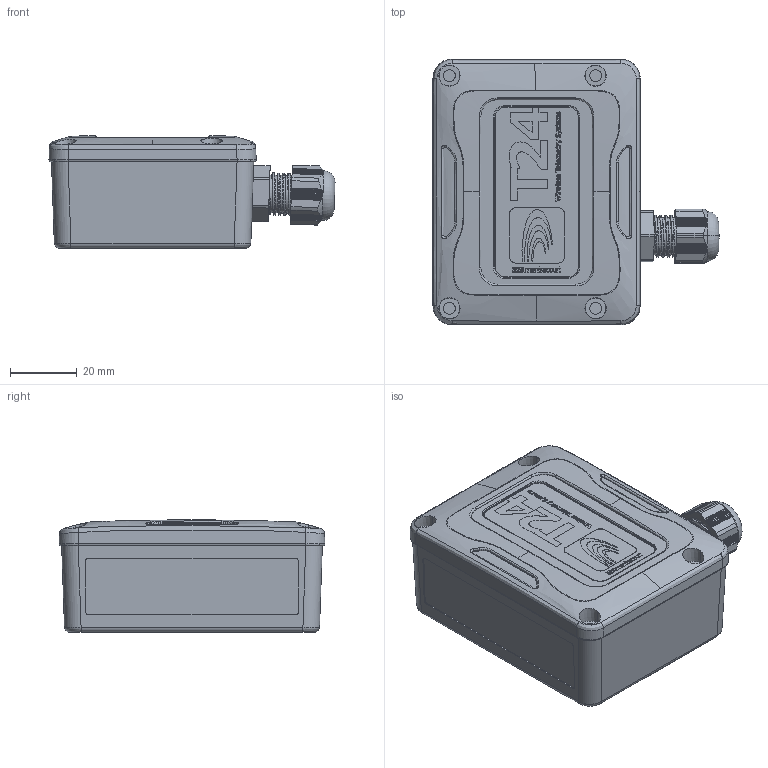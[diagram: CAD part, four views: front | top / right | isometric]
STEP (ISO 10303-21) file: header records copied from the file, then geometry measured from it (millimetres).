
FILE_DESCRIPTION (( 'STEP AP214' ), '1' );
FILE_NAME ('T24-ACMi.STEP', '2019-02-04T20:52:10', ( '' ), ( '' ), 'SwSTEP 2.0', 'SolidWorks 2015', '' );
FILE_SCHEMA (( 'AUTOMOTIVE_DESIGN' ));
Length unit declared in the file: millimetre
Products named in the file (1): T24-ACMi
Bounding box: 86.01 x 79.9 x 33.75 mm (x, y, z)
Volume: 153217.6 mm3; surface area: 22217.2 mm2
Topology: 2 solids, 2 shells, 1582 faces, 4389 edges, 2891 vertices
Faces by surface type: plane 957, bspline 370, cylinder 181, cone 57, torus 17
Entity records: 79592 total; most frequent: CARTESIAN_POINT 24508, ORIENTED_EDGE 8774, DIRECTION 6200, EDGE_CURVE 4387, VECTOR 3044, LINE 3044, VERTEX_POINT 2891, EDGE_LOOP 1666
